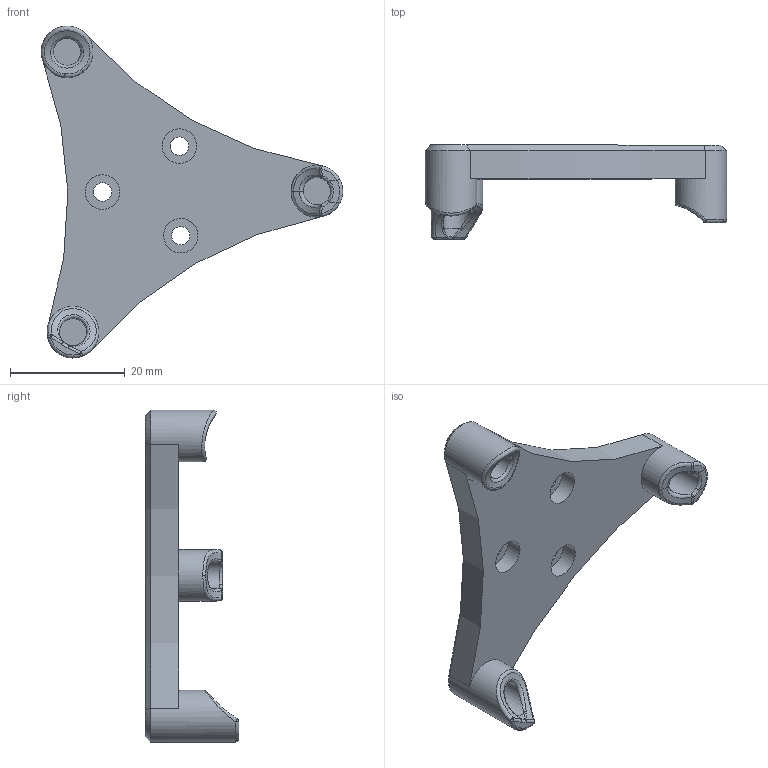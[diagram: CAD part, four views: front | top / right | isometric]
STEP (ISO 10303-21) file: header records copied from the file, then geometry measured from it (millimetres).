
FILE_DESCRIPTION(('HOOPS Exchange Step'),'2;1');
FILE_NAME('CPAP Rear Motor Mount (TPU).stp','2026-02-08T21:00:25+19:00',('RED'),('Unknown organisation'),'HOOPS Exchange 2025.8','HOOPS Exchange','Unknown authorisation');
FILE_SCHEMA( ('AP203_CONFIGURATION_CONTROLLED_3D_DESIGN_OF_MECHANICAL_PARTS_AND_ASSEMBLIES_MIM_LF') );
Length unit declared in the file: millimetre
Products named in the file (2): 0; root
Assembly tree (1 placements, depth 2):
  root
    0
Bounding box: 52.45 x 16.33 x 57.76 mm (x, y, z)
Volume: 8535.8 mm3; surface area: 4705.9 mm2
Topology: 1 solids, 1 shells, 80 faces, 218 edges, 128 vertices
Faces by surface type: bspline 32, cylinder 16, plane 12, torus 9, cone 7, offset 4
Full cylindrical faces by diameter (mm): 3.2 x3, 4.75 x3, 6 x3, 9 x3
Entity records: 12075 total; most frequent: CARTESIAN_POINT 10260, ORIENTED_EDGE 406, DIRECTION 319, EDGE_CURVE 203, AXIS2_PLACEMENT_3D 146, VERTEX_POINT 129, CIRCLE 99, EDGE_LOOP 90
